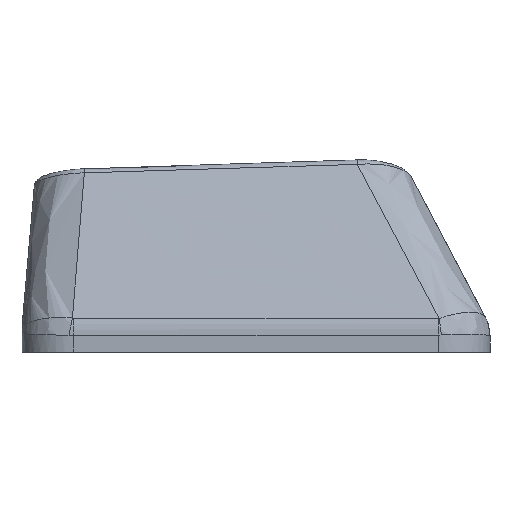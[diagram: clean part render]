
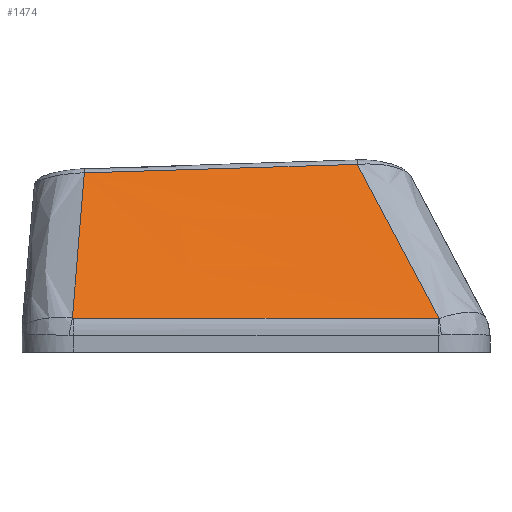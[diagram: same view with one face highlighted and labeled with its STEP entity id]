
A CAD part, left-side view. The second image highlights one B-rep face of the part: STEP entity #1474.
In plain terms, the highlighted free-form (B-spline) face has degree [3, 3] with [4, 4] control points.
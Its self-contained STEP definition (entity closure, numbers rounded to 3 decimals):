
#264=FACE_OUTER_BOUND('',#352,.T.);
#352=EDGE_LOOP('',(#1211,#1212,#1213,#1214,#1215,#1216));
#444=B_SPLINE_CURVE_WITH_KNOTS('',3,(#2745,#2746,#2747,#2748),
 .UNSPECIFIED.,.F.,.F.,(4,4),(0.,0.003),.UNSPECIFIED.);
#445=B_SPLINE_CURVE_WITH_KNOTS('',3,(#2766,#2767,#2768,#2769),
 .UNSPECIFIED.,.F.,.F.,(4,4),(-1.416,0.),.UNSPECIFIED.);
#448=B_SPLINE_CURVE_WITH_KNOTS('',3,(#2799,#2800,#2801,#2802),
 .UNSPECIFIED.,.F.,.F.,(4,4),(0.,0.004),
 .UNSPECIFIED.);
#459=B_SPLINE_CURVE_WITH_KNOTS('',3,(#3035,#3036,#3037,#3038),
 .UNSPECIFIED.,.F.,.F.,(4,4),(0.033,0.767),
 .UNSPECIFIED.);
#489=B_SPLINE_CURVE_WITH_KNOTS('',3,(#3591,#3592,#3593,#3594),
 .UNSPECIFIED.,.F.,.F.,(4,4),(0.,1.059),.UNSPECIFIED.);
#492=B_SPLINE_CURVE_WITH_KNOTS('',3,(#3667,#3668,#3669,#3670),
 .UNSPECIFIED.,.F.,.F.,(4,4),(-0.658,-0.025),
 .UNSPECIFIED.);
#584=VERTEX_POINT('',#2707);
#586=VERTEX_POINT('',#2738);
#588=VERTEX_POINT('',#2765);
#590=VERTEX_POINT('',#2792);
#606=VERTEX_POINT('',#3029);
#646=VERTEX_POINT('',#3589);
#756=EDGE_CURVE('',#584,#586,#444,.T.);
#757=EDGE_CURVE('',#586,#588,#445,.T.);
#762=EDGE_CURVE('',#588,#590,#448,.T.);
#788=EDGE_CURVE('',#606,#584,#459,.T.);
#851=EDGE_CURVE('',#646,#606,#489,.T.);
#855=EDGE_CURVE('',#590,#646,#492,.T.);
#1211=ORIENTED_EDGE('',*,*,#756,.F.);
#1212=ORIENTED_EDGE('',*,*,#788,.F.);
#1213=ORIENTED_EDGE('',*,*,#851,.F.);
#1214=ORIENTED_EDGE('',*,*,#855,.F.);
#1215=ORIENTED_EDGE('',*,*,#762,.F.);
#1216=ORIENTED_EDGE('',*,*,#757,.F.);
#1405=B_SPLINE_SURFACE_WITH_KNOTS('',3,3,((#3651,#3652,#3653,#3654),(#3655,
#3656,#3657,#3658),(#3659,#3660,#3661,#3662),(#3663,#3664,#3665,#3666)),
 .UNSPECIFIED.,.F.,.F.,.F.,(4,4),(4,4),(0.107,0.899),
(0.036,0.954),.UNSPECIFIED.);
#1474=ADVANCED_FACE('',(#264),#1405,.F.);
#2707=CARTESIAN_POINT('',(-8.935,-7.108,0.306));
#2738=CARTESIAN_POINT('',(-8.936,-7.08,0.305));
#2745=CARTESIAN_POINT('Ctrl Pts',(-8.935,-7.108,0.306));
#2746=CARTESIAN_POINT('Ctrl Pts',(-8.936,-7.099,0.305));
#2747=CARTESIAN_POINT('Ctrl Pts',(-8.936,-7.089,0.305));
#2748=CARTESIAN_POINT('Ctrl Pts',(-8.936,-7.08,0.305));
#2765=CARTESIAN_POINT('',(-8.92,7.081,0.319));
#2766=CARTESIAN_POINT('Ctrl Pts',(-8.936,-7.08,0.305));
#2767=CARTESIAN_POINT('Ctrl Pts',(-8.931,-2.359,0.309));
#2768=CARTESIAN_POINT('Ctrl Pts',(-8.926,2.361,0.314));
#2769=CARTESIAN_POINT('Ctrl Pts',(-8.92,7.081,0.319));
#2792=CARTESIAN_POINT('',(-8.918,7.125,0.322));
#2799=CARTESIAN_POINT('Ctrl Pts',(-8.92,7.081,0.319));
#2800=CARTESIAN_POINT('Ctrl Pts',(-8.92,7.096,0.319));
#2801=CARTESIAN_POINT('Ctrl Pts',(-8.919,7.111,0.32));
#2802=CARTESIAN_POINT('Ctrl Pts',(-8.918,7.125,0.322));
#3029=CARTESIAN_POINT('',(-6.097,-3.928,6.285));
#3035=CARTESIAN_POINT('Ctrl Pts',(-6.097,-3.928,6.285));
#3036=CARTESIAN_POINT('Ctrl Pts',(-7.045,-4.99,4.294));
#3037=CARTESIAN_POINT('Ctrl Pts',(-7.991,-6.05,2.3));
#3038=CARTESIAN_POINT('Ctrl Pts',(-8.935,-7.108,0.306));
#3589=CARTESIAN_POINT('',(-6.081,6.661,5.956));
#3591=CARTESIAN_POINT('Ctrl Pts',(-6.081,6.661,5.956));
#3592=CARTESIAN_POINT('Ctrl Pts',(-6.086,3.132,6.067));
#3593=CARTESIAN_POINT('Ctrl Pts',(-6.092,-0.398,
6.177));
#3594=CARTESIAN_POINT('Ctrl Pts',(-6.097,-3.928,6.285));
#3651=CARTESIAN_POINT('Ctrl Pts',(-6.081,7.031,5.944));
#3652=CARTESIAN_POINT('Ctrl Pts',(-7.033,7.062,4.058));
#3653=CARTESIAN_POINT('Ctrl Pts',(-7.984,7.094,2.172));
#3654=CARTESIAN_POINT('Ctrl Pts',(-8.936,7.125,0.286));
#3655=CARTESIAN_POINT('Ctrl Pts',(-6.081,3.26,6.073));
#3656=CARTESIAN_POINT('Ctrl Pts',(-7.033,2.967,4.146));
#3657=CARTESIAN_POINT('Ctrl Pts',(-7.984,2.674,2.219));
#3658=CARTESIAN_POINT('Ctrl Pts',(-8.936,2.381,0.292));
#3659=CARTESIAN_POINT('Ctrl Pts',(-6.081,-0.511,
6.203));
#3660=CARTESIAN_POINT('Ctrl Pts',(-7.033,-1.129,4.235));
#3661=CARTESIAN_POINT('Ctrl Pts',(-7.984,-1.747,2.266));
#3662=CARTESIAN_POINT('Ctrl Pts',(-8.936,-2.364,0.298));
#3663=CARTESIAN_POINT('Ctrl Pts',(-6.081,-4.282,6.332));
#3664=CARTESIAN_POINT('Ctrl Pts',(-7.033,-5.225,4.323));
#3665=CARTESIAN_POINT('Ctrl Pts',(-7.984,-6.167,2.314));
#3666=CARTESIAN_POINT('Ctrl Pts',(-8.936,-7.109,0.305));
#3667=CARTESIAN_POINT('Ctrl Pts',(-8.918,7.125,0.322));
#3668=CARTESIAN_POINT('Ctrl Pts',(-7.97,6.968,2.2));
#3669=CARTESIAN_POINT('Ctrl Pts',(-7.024,6.813,4.078));
#3670=CARTESIAN_POINT('Ctrl Pts',(-6.081,6.661,5.956));
